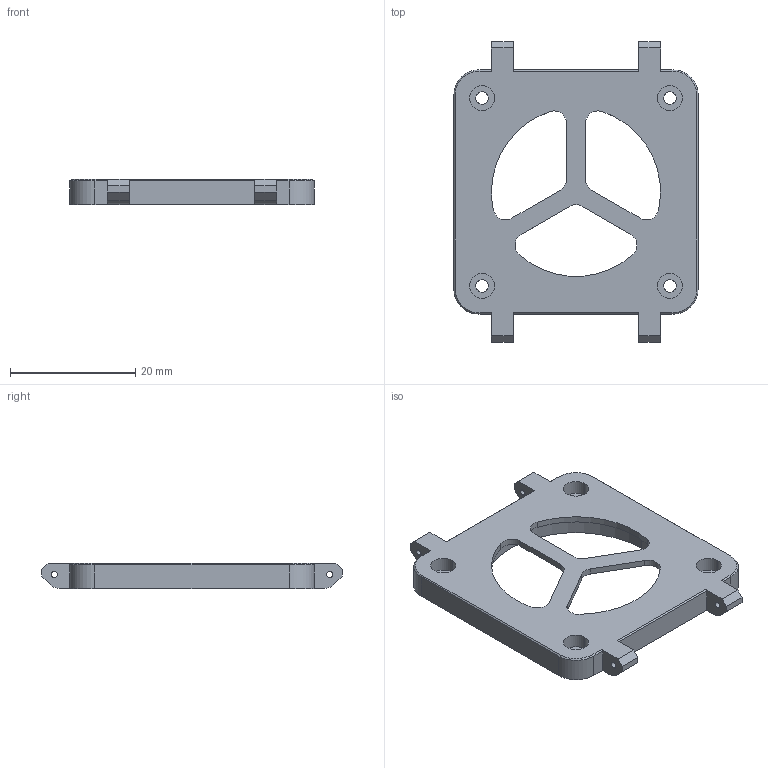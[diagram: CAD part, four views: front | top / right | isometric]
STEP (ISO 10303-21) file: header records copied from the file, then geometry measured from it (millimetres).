
FILE_DESCRIPTION (( 'STEP AP203' ), '1' );
FILE_NAME ('Fond V2.STEP', '2023-10-04T17:08:17', ( '' ), ( '' ), 'SwSTEP 2.0', 'SolidWorks 2023', '' );
FILE_SCHEMA (( 'CONFIG_CONTROL_DESIGN' ));
Length unit declared in the file: millimetre
Products named in the file (1): Fond V2
Bounding box: 39 x 48 x 4 mm (x, y, z)
Volume: 3552.8 mm3; surface area: 3609 mm2
Topology: 1 solids, 1 shells, 107 faces, 286 edges, 188 vertices
Faces by surface type: plane 51, cylinder 48, bspline 8
Entity records: 4201 total; most frequent: CARTESIAN_POINT 1402, ORIENTED_EDGE 572, DIRECTION 554, EDGE_CURVE 286, AXIS2_PLACEMENT_3D 196, VERTEX_POINT 188, LINE 162, VECTOR 162
